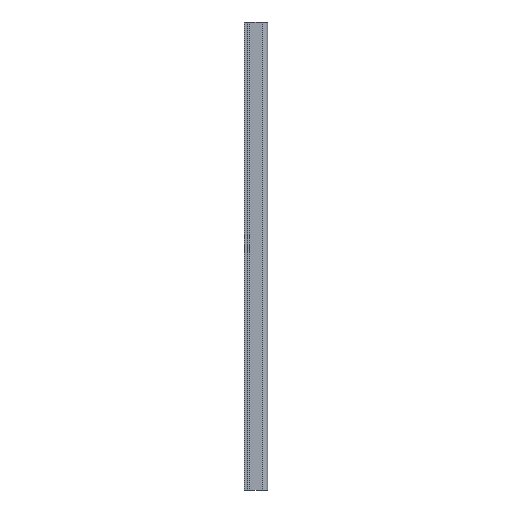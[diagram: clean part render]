
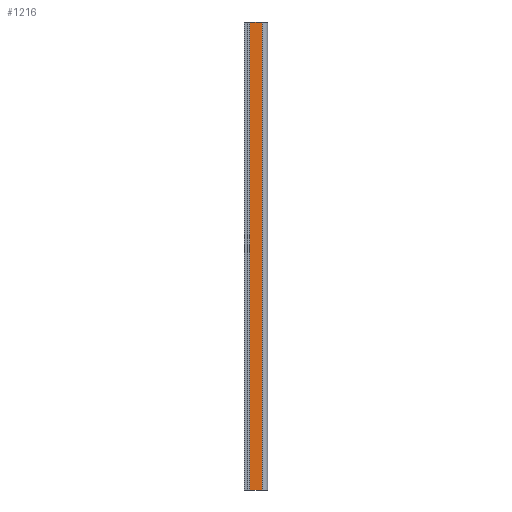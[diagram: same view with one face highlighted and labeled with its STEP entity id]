
A CAD part, left-side view. The second image highlights one B-rep face of the part: STEP entity #1216.
In plain terms, the highlighted planar face has unit normal (-1, 0, 0).
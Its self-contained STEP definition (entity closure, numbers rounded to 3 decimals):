
#2 = DIRECTION ( 'NONE',  ( 0., 0., 1. ) ) ;
#4 = CARTESIAN_POINT ( 'NONE',  ( 0., 6.5, 150. ) ) ;
#121 = CARTESIAN_POINT ( 'NONE',  ( 0., 6.5, 0. ) ) ;
#190 = VECTOR ( 'NONE', #506, 1000. ) ;
#197 = EDGE_LOOP ( 'NONE', ( #933, #431, #1304, #1418 ) ) ;
#198 = DIRECTION ( 'NONE',  ( 1., 0., 0. ) ) ;
#235 = CARTESIAN_POINT ( 'NONE',  ( 0., 5.7, 150. ) ) ;
#246 = CARTESIAN_POINT ( 'NONE',  ( 0., 5.7, 0. ) ) ;
#292 = VERTEX_POINT ( 'NONE', #1442 ) ;
#300 = CARTESIAN_POINT ( 'NONE',  ( 0., 6.5, 0. ) ) ;
#418 = DIRECTION ( 'NONE',  ( 0., 0., 1. ) ) ;
#431 = ORIENTED_EDGE ( 'NONE', *, *, #1415, .F. ) ;
#446 = FACE_OUTER_BOUND ( 'NONE', #197, .T. ) ;
#506 = DIRECTION ( 'NONE',  ( 0., -1., 0. ) ) ;
#531 = EDGE_CURVE ( 'NONE', #559, #862, #1375, .T. ) ;
#559 = VERTEX_POINT ( 'NONE', #246 ) ;
#607 = VECTOR ( 'NONE', #418, 1000. ) ;
#631 = LINE ( 'NONE', #4, #190 ) ;
#649 = EDGE_CURVE ( 'NONE', #559, #1340, #1379, .T. ) ;
#747 = EDGE_CURVE ( 'NONE', #862, #292, #1532, .T. ) ;
#862 = VERTEX_POINT ( 'NONE', #920 ) ;
#895 = AXIS2_PLACEMENT_3D ( 'NONE', #300, #198, #1546 ) ;
#911 = CARTESIAN_POINT ( 'NONE',  ( 0., 1.8, 0. ) ) ;
#920 = CARTESIAN_POINT ( 'NONE',  ( 0., 1.8, 0. ) ) ;
#933 = ORIENTED_EDGE ( 'NONE', *, *, #747, .T. ) ;
#979 = VECTOR ( 'NONE', #1239, 1000. ) ;
#1021 = CARTESIAN_POINT ( 'NONE',  ( 0., 5.7, 0. ) ) ;
#1216 = ADVANCED_FACE ( 'NONE', ( #446 ), #1293, .F. ) ;
#1239 = DIRECTION ( 'NONE',  ( 0., -1., 0. ) ) ;
#1293 = PLANE ( 'NONE',  #895 ) ;
#1304 = ORIENTED_EDGE ( 'NONE', *, *, #649, .F. ) ;
#1340 = VERTEX_POINT ( 'NONE', #235 ) ;
#1375 = LINE ( 'NONE', #121, #979 ) ;
#1379 = LINE ( 'NONE', #1021, #1539 ) ;
#1415 = EDGE_CURVE ( 'NONE', #1340, #292, #631, .T. ) ;
#1418 = ORIENTED_EDGE ( 'NONE', *, *, #531, .T. ) ;
#1442 = CARTESIAN_POINT ( 'NONE',  ( 0., 1.8, 150. ) ) ;
#1532 = LINE ( 'NONE', #911, #607 ) ;
#1539 = VECTOR ( 'NONE', #2, 1000. ) ;
#1546 = DIRECTION ( 'NONE',  ( 0., 1., 0. ) ) ;
